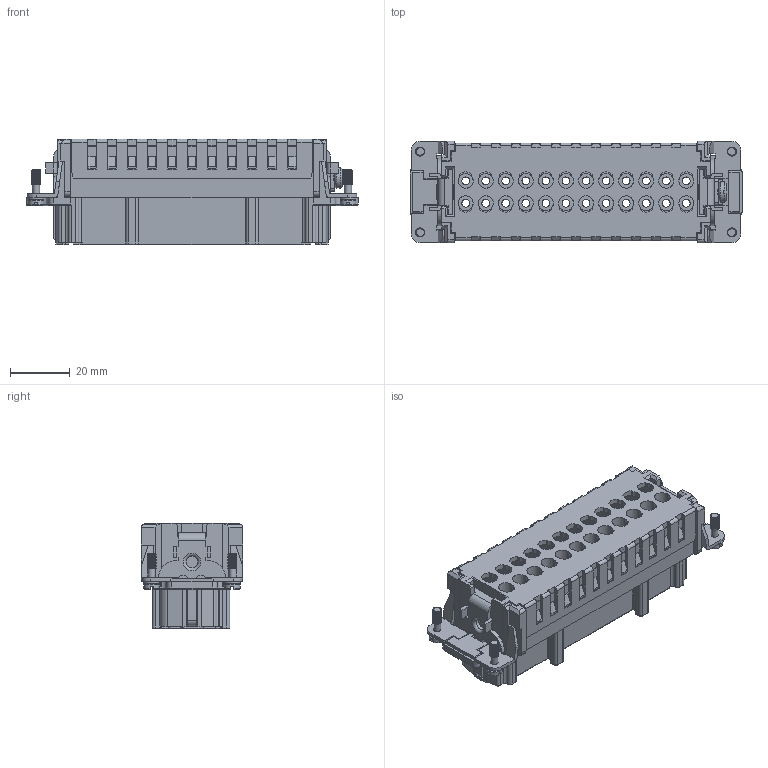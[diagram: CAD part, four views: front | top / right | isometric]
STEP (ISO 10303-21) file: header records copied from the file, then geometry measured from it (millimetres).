
FILE_DESCRIPTION(/* description */ (''),/* implementation_level */ '2;1');
FILE_NAME(/* name */ 'HE-024-FC.stp',/* time_stamp */ '2023-09-18T12:40:08+08:00',/* author */ (''),/* organization */ (''),/* preprocessor_version */ 'ST-DEVELOPER v16',/* originating_system */ 'SIEMENS PLM Software NX 10.0',/* authorisation */ '');
FILE_SCHEMA (('AUTOMOTIVE_DESIGN { 1 0 10303 214 3 1 1 1 }'));
Products named in the file (1): Admi16F8F3C4ysmz
Bounding box: 110.9 x 33.9 x 35.35 mm (x, y, z)
Surface area: 65326.8 mm2 (no closed solid volume)
Topology: 0 solids, 1 shells, 3221 faces, 9734 edges, 6325 vertices
Faces by surface type: plane 2481, cylinder 585, bspline 62, cone 51, torus 32, sphere 10
Full cylindrical faces by diameter (mm): 2 x11, 2.4 x4, 2.5 x8, 2.6 x24, 2.7 x4, 3 x40, 4 x2, 4.3 x12, 5 x26, 5.3 x4, 7 x1
Entity records: 120203 total; most frequent: CARTESIAN_POINT 34284, ORIENTED_EDGE 18752, DIRECTION 16822, EDGE_CURVE 9376, LINE 7458, VECTOR 7458, VERTEX_POINT 6180, AXIS2_PLACEMENT_3D 4682
